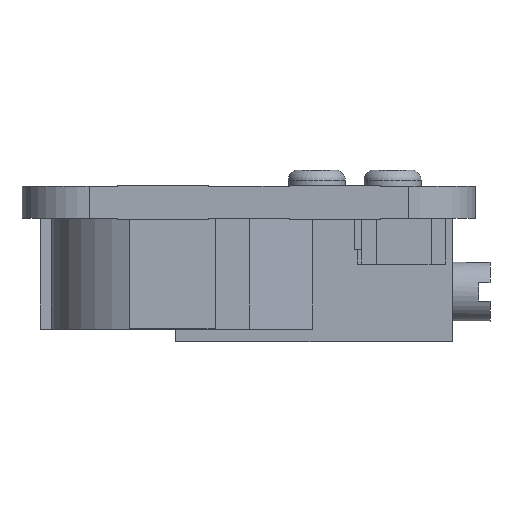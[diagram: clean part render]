
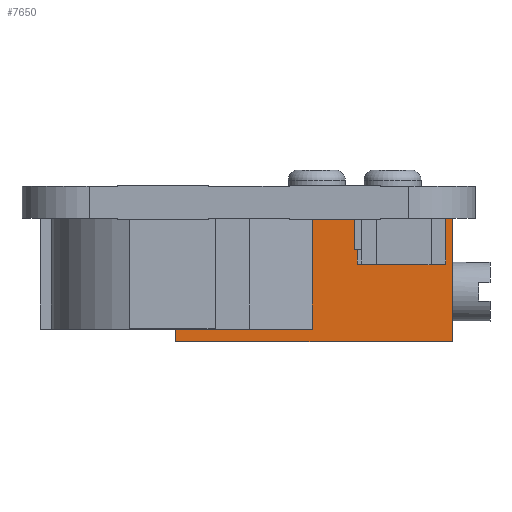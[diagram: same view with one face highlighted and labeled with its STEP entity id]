
A CAD part, left-side view. The second image highlights one B-rep face of the part: STEP entity #7650.
In plain terms, the highlighted planar face has unit normal (-1, 0, 0).
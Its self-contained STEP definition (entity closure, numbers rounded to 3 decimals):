
#1721=ORIENTED_EDGE('',*,*,#2080,.F.);
#1722=ORIENTED_EDGE('',*,*,#2682,.F.);
#1723=ORIENTED_EDGE('',*,*,#2683,.T.);
#1724=ORIENTED_EDGE('',*,*,#2684,.T.);
#2080=EDGE_CURVE('',#2844,#2845,#3390,.T.);
#2682=EDGE_CURVE('',#3257,#2844,#3662,.T.);
#2683=EDGE_CURVE('',#3257,#3258,#3663,.T.);
#2684=EDGE_CURVE('',#3258,#2845,#3664,.T.);
#2844=VERTEX_POINT('',#9364);
#2845=VERTEX_POINT('',#9366);
#3257=VERTEX_POINT('',#13085);
#3258=VERTEX_POINT('',#13089);
#3390=LINE('',#9365,#3827);
#3662=LINE('',#13086,#4099);
#3663=LINE('',#13088,#4100);
#3664=LINE('',#13090,#4101);
#3827=VECTOR('',#8193,1000.);
#4099=VECTOR('',#8937,1000.);
#4100=VECTOR('',#8940,1000.);
#4101=VECTOR('',#8941,1000.);
#4472=EDGE_LOOP('',(#1721,#1722,#1723,#1724));
#4856=FACE_BOUND('',#4472,.T.);
#5149=PLANE('',#7974);
#7650=ADVANCED_FACE('',(#4856),#5149,.T.);
#7974=AXIS2_PLACEMENT_3D('',#13087,#8938,#8939);
#8193=DIRECTION('',(0.,-1.,0.));
#8937=DIRECTION('',(0.,0.,1.));
#8938=DIRECTION('',(-1.,0.,0.));
#8939=DIRECTION('',(0.,0.,1.));
#8940=DIRECTION('',(0.,-1.,0.));
#8941=DIRECTION('',(0.,0.,1.));
#9364=CARTESIAN_POINT('',(2.351,2.773,0.));
#9365=CARTESIAN_POINT('',(2.351,2.773,0.));
#9366=CARTESIAN_POINT('',(2.351,-7.699,0.));
#13085=CARTESIAN_POINT('',(2.351,2.773,-4.674));
#13086=CARTESIAN_POINT('',(2.351,2.773,-4.674));
#13087=CARTESIAN_POINT('',(2.351,2.773,-4.674));
#13088=CARTESIAN_POINT('',(2.351,2.773,-4.674));
#13089=CARTESIAN_POINT('',(2.351,-7.699,-4.674));
#13090=CARTESIAN_POINT('',(2.351,-7.699,-4.674));
